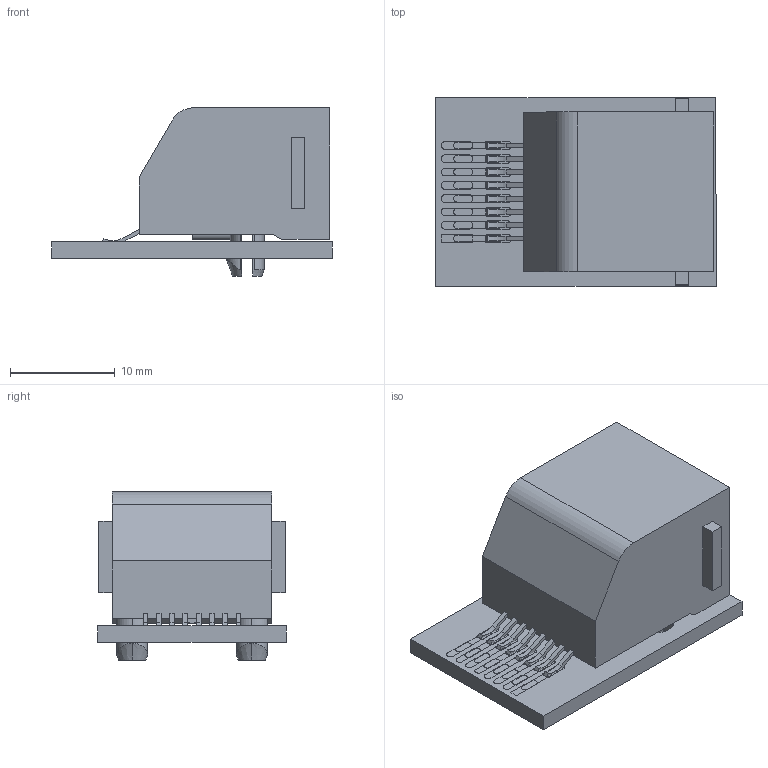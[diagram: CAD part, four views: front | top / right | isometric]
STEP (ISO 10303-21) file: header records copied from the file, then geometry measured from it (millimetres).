
FILE_DESCRIPTION(('FreeCAD Model'),'2;1');
FILE_NAME('Open CASCADE Shape Model','2023-02-08T23:32:43',('Author'),( ''),'Open CASCADE STEP processor 7.5','FreeCAD','Unknown');
FILE_SCHEMA(('AUTOMOTIVE_DESIGN { 1 0 10303 214 1 1 1 1 }'));
Length unit declared in the file: millimetre
Products named in the file (8): RJ45; Board_Geoms_ed98; Pcb_ed98; topPads_ed98; topTracks_ed98; Step_Models_ed98; Top_ed98; J1_5555078-1_51c7d4217fc8
Assembly tree (7 placements, depth 4):
  RJ45
    Board_Geoms_ed98
      Pcb_ed98
      topPads_ed98
      topTracks_ed98
    Step_Models_ed98
      Top_ed98
        J1_5555078-1_51c7d4217fc8
Bounding box: 26.8 x 18.03 x 16.08 mm (x, y, z)
Volume: 2771.6 mm3; surface area: 3349.8 mm2
Topology: 2 solids, 26 shells, 225 faces, 667 edges, 486 vertices
Faces by surface type: plane 177, cylinder 40, cone 8
Full cylindrical faces by diameter (mm): 3.33 x2
Entity records: 8060 total; most frequent: CARTESIAN_POINT 1514, DIRECTION 1263, ORIENTED_EDGE 1206, EDGE_CURVE 667, LINE 497, VECTOR 497, VERTEX_POINT 486, AXIS2_PLACEMENT_3D 383
